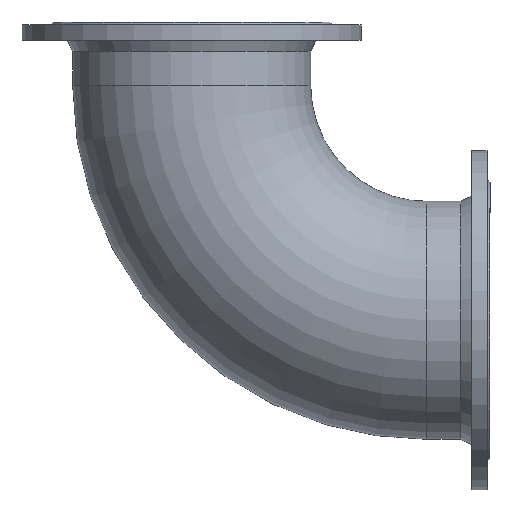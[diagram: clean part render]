
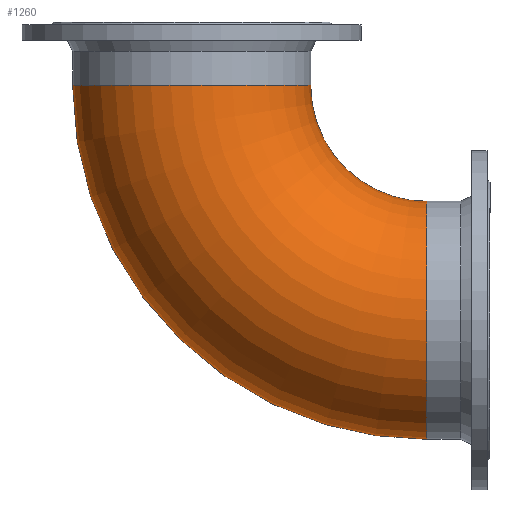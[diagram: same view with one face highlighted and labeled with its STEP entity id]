
A CAD part, front view. The second image highlights one B-rep face of the part: STEP entity #1260.
In plain terms, the highlighted toroidal (fillet/blend) face has major radius 315 mm and minor radius 159.6 mm.
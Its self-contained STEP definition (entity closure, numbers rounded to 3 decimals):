
#161 = DIRECTION ( 'NONE',  ( 0., -1., 0. ) ) ;
#162 = CARTESIAN_POINT ( 'NONE',  ( 315., 0., -81. ) ) ;
#164 = DIRECTION ( 'NONE',  ( 0., 0., -1. ) ) ;
#187 = CARTESIAN_POINT ( 'NONE',  ( 159.6, 0., -81. ) ) ;
#194 = CARTESIAN_POINT ( 'NONE',  ( 315., 0., -236.4 ) ) ;
#272 = EDGE_CURVE ( 'NONE', #836, #836, #553, .T. ) ;
#279 = EDGE_CURVE ( 'NONE', #843, #843, #560, .T. ) ;
#319 = AXIS2_PLACEMENT_3D ( 'NONE', #954, #955, #956 ) ;
#326 = AXIS2_PLACEMENT_3D ( 'NONE', #975, #976, #977 ) ;
#514 = EDGE_LOOP ( 'NONE', ( #1150 ) ) ;
#521 = EDGE_LOOP ( 'NONE', ( #1197 ) ) ;
#553 = CIRCLE ( 'NONE', #319, 159.6 ) ;
#560 = CIRCLE ( 'NONE', #326, 159.6 ) ;
#701 = AXIS2_PLACEMENT_3D ( 'NONE', #162, #161, #164 ) ;
#798 = TOROIDAL_SURFACE ( 'NONE', #701, 315., 159.6 ) ;
#809 = FACE_OUTER_BOUND ( 'NONE', #521, .T. ) ;
#814 = FACE_OUTER_BOUND ( 'NONE', #514, .T. ) ;
#836 = VERTEX_POINT ( 'NONE', #187 ) ;
#843 = VERTEX_POINT ( 'NONE', #194 ) ;
#954 = CARTESIAN_POINT ( 'NONE',  ( 0., 0., -81. ) ) ;
#955 = DIRECTION ( 'NONE',  ( 0., 0., 1. ) ) ;
#956 = DIRECTION ( 'NONE',  ( 1., 0., 0. ) ) ;
#975 = CARTESIAN_POINT ( 'NONE',  ( 315., 0., -396. ) ) ;
#976 = DIRECTION ( 'NONE',  ( -1., 0., 0. ) ) ;
#977 = DIRECTION ( 'NONE',  ( 0., 0., 1. ) ) ;
#1150 = ORIENTED_EDGE ( 'NONE', *, *, #279, .T. ) ;
#1197 = ORIENTED_EDGE ( 'NONE', *, *, #272, .F. ) ;
#1260 = ADVANCED_FACE ( 'NONE', ( #809, #814 ), #798, .T. ) ;
